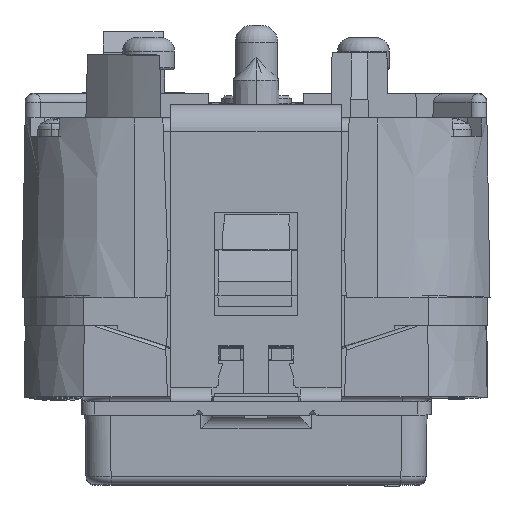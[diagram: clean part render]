
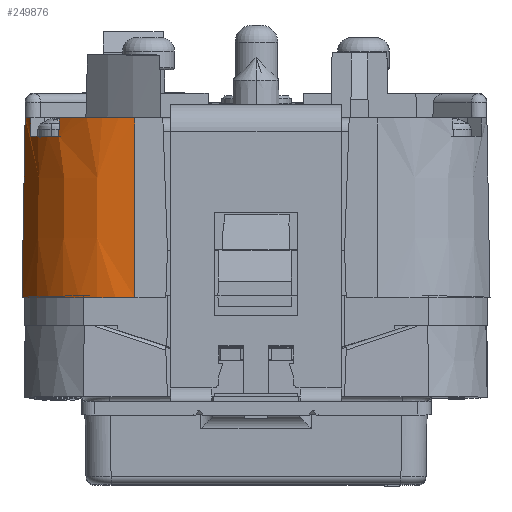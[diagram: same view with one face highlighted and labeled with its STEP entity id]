
A CAD part, top view. The second image highlights one B-rep face of the part: STEP entity #249876.
In plain terms, the highlighted conical face has half-angle 1 degrees and reference radius 10.706 mm.
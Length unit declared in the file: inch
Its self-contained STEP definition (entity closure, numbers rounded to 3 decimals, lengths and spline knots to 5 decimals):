
#291 = DIRECTION ( 'NONE',  ( 0., 0.004, -1. ) ) ;
#3970 = VECTOR ( 'NONE', #110081, 39.37008 ) ;
#7046 = CARTESIAN_POINT ( 'NONE',  ( -1.53757, 0.18809, 2.32948 ) ) ;
#15280 = CARTESIAN_POINT ( 'NONE',  ( -1.95698, -0.26167, 2.42641 ) ) ;
#20581 = CIRCLE ( 'NONE', #50494, 0.42307 ) ;
#26367 = CARTESIAN_POINT ( 'NONE',  ( -1.82227, 0.14006, 2.64332 ) ) ;
#32434 = CARTESIAN_POINT ( 'NONE',  ( -1.53757, 0.1181, 2.32918 ) ) ;
#33139 = CARTESIAN_POINT ( 'NONE',  ( -1.82286, 0.11673, 2.64324 ) ) ;
#36600 = CARTESIAN_POINT ( 'NONE',  ( -1.94914, 0.18767, 2.42745 ) ) ;
#39140 = ORIENTED_EDGE ( 'NONE', *, *, #221931, .T. ) ;
#39584 = EDGE_CURVE ( 'NONE', #250383, #294871, #353711, .T. ) ;
#48202 = AXIS2_PLACEMENT_3D ( 'NONE', #32434, #169575, #174254 ) ;
#49937 = VERTEX_POINT ( 'NONE', #162805 ) ;
#50494 = AXIS2_PLACEMENT_3D ( 'NONE', #7046, #283744, #147833 ) ;
#51952 = CIRCLE ( 'NONE', #55894, 0.43484 ) ;
#52355 = VERTEX_POINT ( 'NONE', #286335 ) ;
#55894 = AXIS2_PLACEMENT_3D ( 'NONE', #303676, #216386, #291 ) ;
#77803 = LINE ( 'NONE', #139214, #3970 ) ;
#79119 = VERTEX_POINT ( 'NONE', #110425 ) ;
#88163 = EDGE_CURVE ( 'NONE', #79119, #250383, #198609, .T. ) ;
#100843 = ORIENTED_EDGE ( 'NONE', *, *, #279236, .F. ) ;
#101623 = EDGE_CURVE ( 'NONE', #296234, #49937, #77803, .T. ) ;
#108355 = CARTESIAN_POINT ( 'NONE',  ( -1.92829, 0.14071, 2.49364 ) ) ;
#109863 = DIRECTION ( 'NONE',  ( 0., -1., -0.004 ) ) ;
#110081 = DIRECTION ( 'NONE',  ( 0., 1., -0.013 ) ) ;
#110425 = CARTESIAN_POINT ( 'NONE',  ( -1.92843, 0.11738, 2.49426 ) ) ;
#122693 = CARTESIAN_POINT ( 'NONE',  ( -1.53757, -0.4878, 2.76137 ) ) ;
#125134 = ORIENTED_EDGE ( 'NONE', *, *, #142968, .T. ) ;
#132683 = VERTEX_POINT ( 'NONE', #233790 ) ;
#136247 = CARTESIAN_POINT ( 'NONE',  ( -1.92801, 0.18738, 2.49241 ) ) ;
#139214 = CARTESIAN_POINT ( 'NONE',  ( -1.53757, 0.27625, 2.75137 ) ) ;
#139386 = EDGE_CURVE ( 'NONE', #132683, #296234, #51952, .T. ) ;
#140274 = CONICAL_SURFACE ( 'NONE', #353481, 0.4215, 0.017 ) ;
#142968 = EDGE_CURVE ( 'NONE', #52355, #214493, #158952, .T. ) ;
#147833 = DIRECTION ( 'NONE',  ( 0., 0.004, -1. ) ) ;
#158952 = B_SPLINE_CURVE_WITH_KNOTS ( 'NONE', 3,
 ( #351350, #323537, #26367, #352563 ),
 .UNSPECIFIED., .F., .F.,
 ( 4, 4 ),
 ( 0.00898, 0.01076 ),
 .UNSPECIFIED. ) ;
#162805 = CARTESIAN_POINT ( 'NONE',  ( -1.53757, 0.18625, 2.75255 ) ) ;
#163549 = CIRCLE ( 'NONE', #48202, 0.42429 ) ;
#164737 = CARTESIAN_POINT ( 'NONE',  ( -1.53757, 0.27809, 2.32987 ) ) ;
#168432 = ORIENTED_EDGE ( 'NONE', *, *, #88163, .T. ) ;
#169575 = DIRECTION ( 'NONE',  ( 0., 1., 0.004 ) ) ;
#174254 = DIRECTION ( 'NONE',  ( 0., -0.004, 1. ) ) ;
#198609 = B_SPLINE_CURVE_WITH_KNOTS ( 'NONE', 3,
 ( #354670, #108355, #302539, #136247 ),
 .UNSPECIFIED., .F., .F.,
 ( 4, 4 ),
 ( 0.00899, 0.01077 ),
 .UNSPECIFIED. ) ;
#210054 = FACE_OUTER_BOUND ( 'NONE', #229233, .T. ) ;
#214061 = CARTESIAN_POINT ( 'NONE',  ( -1.92801, 0.18738, 2.49241 ) ) ;
#214493 = VERTEX_POINT ( 'NONE', #33139 ) ;
#215582 = EDGE_CURVE ( 'NONE', #294871, #132683, #272594, .T. ) ;
#216386 = DIRECTION ( 'NONE',  ( 0., 1., 0.004 ) ) ;
#219344 = DIRECTION ( 'NONE',  ( 0., -0.004, 1. ) ) ;
#221931 = EDGE_CURVE ( 'NONE', #49937, #52355, #20581, .T. ) ;
#229233 = EDGE_LOOP ( 'NONE', ( #39140, #125134, #100843, #168432, #256420, #291846, #343656, #338238 ) ) ;
#233790 = CARTESIAN_POINT ( 'NONE',  ( -1.96091, -0.48633, 2.42588 ) ) ;
#248209 = CARTESIAN_POINT ( 'NONE',  ( -1.53757, 0.18809, 2.32948 ) ) ;
#249876 = ADVANCED_FACE ( 'NONE', ( #210054 ), #140274, .T. ) ;
#250383 = VERTEX_POINT ( 'NONE', #214061 ) ;
#256420 = ORIENTED_EDGE ( 'NONE', *, *, #39584, .T. ) ;
#261672 = CARTESIAN_POINT ( 'NONE',  ( -1.95306, -0.037, 2.42693 ) ) ;
#264062 = CARTESIAN_POINT ( 'NONE',  ( -1.96091, -0.48633, 2.42588 ) ) ;
#271423 = AXIS2_PLACEMENT_3D ( 'NONE', #248209, #109863, #357400 ) ;
#272594 = B_SPLINE_CURVE_WITH_KNOTS ( 'NONE', 3,
 ( #346462, #261672, #15280, #264062 ),
 .UNSPECIFIED., .F., .F.,
 ( 4, 4 ),
 ( 0., 0.01712 ),
 .UNSPECIFIED. ) ;
#279236 = EDGE_CURVE ( 'NONE', #79119, #214493, #163549, .T. ) ;
#283744 = DIRECTION ( 'NONE',  ( 0., -1., -0.004 ) ) ;
#286335 = CARTESIAN_POINT ( 'NONE',  ( -1.82108, 0.18672, 2.6435 ) ) ;
#291846 = ORIENTED_EDGE ( 'NONE', *, *, #215582, .T. ) ;
#294871 = VERTEX_POINT ( 'NONE', #36600 ) ;
#296234 = VERTEX_POINT ( 'NONE', #122693 ) ;
#302539 = CARTESIAN_POINT ( 'NONE',  ( -1.92815, 0.16405, 2.49303 ) ) ;
#303676 = CARTESIAN_POINT ( 'NONE',  ( -1.53757, -0.4859, 2.32654 ) ) ;
#323537 = CARTESIAN_POINT ( 'NONE',  ( -1.82167, 0.16339, 2.64341 ) ) ;
#333252 = DIRECTION ( 'NONE',  ( 0., -1., -0.004 ) ) ;
#338238 = ORIENTED_EDGE ( 'NONE', *, *, #101623, .T. ) ;
#343656 = ORIENTED_EDGE ( 'NONE', *, *, #139386, .T. ) ;
#346462 = CARTESIAN_POINT ( 'NONE',  ( -1.94914, 0.18767, 2.42745 ) ) ;
#351350 = CARTESIAN_POINT ( 'NONE',  ( -1.82108, 0.18672, 2.6435 ) ) ;
#352563 = CARTESIAN_POINT ( 'NONE',  ( -1.82286, 0.11673, 2.64324 ) ) ;
#353481 = AXIS2_PLACEMENT_3D ( 'NONE', #164737, #333252, #219344 ) ;
#353711 = CIRCLE ( 'NONE', #271423, 0.42307 ) ;
#354670 = CARTESIAN_POINT ( 'NONE',  ( -1.92843, 0.11738, 2.49426 ) ) ;
#357400 = DIRECTION ( 'NONE',  ( 0., 0.004, -1. ) ) ;
